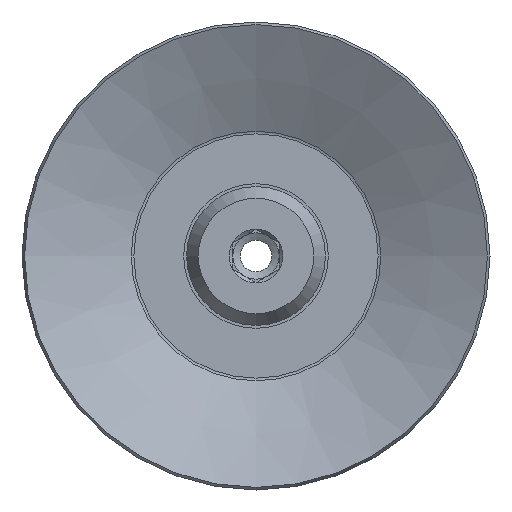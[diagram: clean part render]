
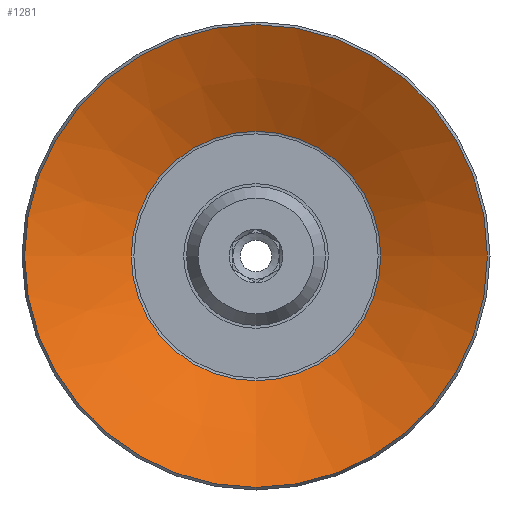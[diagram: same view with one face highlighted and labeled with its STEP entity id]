
A CAD part, front view. The second image highlights one B-rep face of the part: STEP entity #1281.
In plain terms, the highlighted conical face has half-angle 63 degrees and reference radius 21.569 mm.
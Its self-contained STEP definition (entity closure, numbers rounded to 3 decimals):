
#61=CONICAL_SURFACE('',#1381,21.569,1.1);
#97=CIRCLE('',#1380,21.569);
#98=CIRCLE('',#1382,40.);
#187=ORIENTED_EDGE('',*,*,#394,.T.);
#188=ORIENTED_EDGE('',*,*,#393,.F.);
#393=EDGE_CURVE('',#493,#493,#97,.T.);
#394=EDGE_CURVE('',#494,#494,#98,.T.);
#493=VERTEX_POINT('',#1898);
#494=VERTEX_POINT('',#1901);
#633=EDGE_LOOP('',(#187));
#634=EDGE_LOOP('',(#188));
#719=FACE_BOUND('',#633,.T.);
#720=FACE_BOUND('',#634,.T.);
#1281=ADVANCED_FACE('',(#719,#720),#61,.F.);
#1380=AXIS2_PLACEMENT_3D('',#1897,#1561,#1562);
#1381=AXIS2_PLACEMENT_3D('',#1899,#1563,#1564);
#1382=AXIS2_PLACEMENT_3D('',#1900,#1565,#1566);
#1561=DIRECTION('',(0.,-1.,0.));
#1562=DIRECTION('',(0.,0.,-1.));
#1563=DIRECTION('',(0.,-1.,0.));
#1564=DIRECTION('',(0.,0.,-1.));
#1565=DIRECTION('',(0.,-1.,0.));
#1566=DIRECTION('',(0.,0.,-1.));
#1897=CARTESIAN_POINT('',(0.,9.391,0.));
#1898=CARTESIAN_POINT('',(0.,9.391,-21.569));
#1899=CARTESIAN_POINT('',(0.,9.391,0.));
#1900=CARTESIAN_POINT('',(0.,0.,0.));
#1901=CARTESIAN_POINT('',(0.,0.,-40.));
